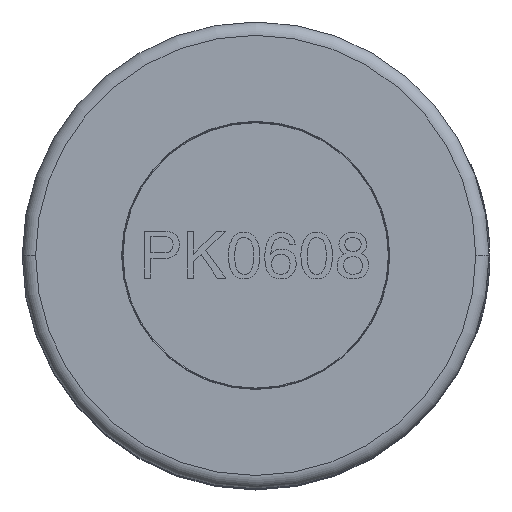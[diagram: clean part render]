
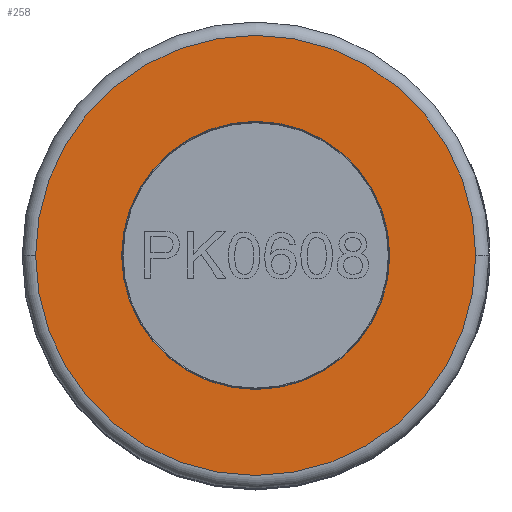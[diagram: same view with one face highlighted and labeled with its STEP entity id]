
A CAD part, top view. The second image highlights one B-rep face of the part: STEP entity #258.
In plain terms, the highlighted planar face has unit normal (0, 0, 1).
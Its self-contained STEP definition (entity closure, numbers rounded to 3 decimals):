
#258 = ADVANCED_FACE ( 'NONE', ( #13378, #5670 ), #2420, .T. ) ;
#638 = DIRECTION ( 'NONE',  ( 0., 0., 1. ) ) ;
#1074 = ORIENTED_EDGE ( 'NONE', *, *, #20063, .F. ) ;
#1145 = EDGE_CURVE ( 'NONE', #14034, #5761, #9077, .T. ) ;
#2420 = PLANE ( 'NONE',  #5699 ) ;
#3811 = DIRECTION ( 'NONE',  ( -1., 0., 0. ) ) ;
#4090 = DIRECTION ( 'NONE',  ( -1., 0., 0. ) ) ;
#5631 = CARTESIAN_POINT ( 'NONE',  ( 0., 0., 10.02 ) ) ;
#5670 = FACE_OUTER_BOUND ( 'NONE', #22361, .T. ) ;
#5699 = AXIS2_PLACEMENT_3D ( 'NONE', #9754, #638, #7949 ) ;
#5761 = VERTEX_POINT ( 'NONE', #14063 ) ;
#6148 = CARTESIAN_POINT ( 'NONE',  ( 0., 0., 10.02 ) ) ;
#6535 = CARTESIAN_POINT ( 'NONE',  ( -3.3, 0., 10.02 ) ) ;
#6912 = VERTEX_POINT ( 'NONE', #6535 ) ;
#7750 = ORIENTED_EDGE ( 'NONE', *, *, #13195, .F. ) ;
#7949 = DIRECTION ( 'NONE',  ( 1., 0., 0. ) ) ;
#8704 = DIRECTION ( 'NONE',  ( 0., 0., -1. ) ) ;
#9077 = CIRCLE ( 'NONE', #12173, 2.01 ) ;
#9098 = AXIS2_PLACEMENT_3D ( 'NONE', #6148, #17277, #17511 ) ;
#9507 = DIRECTION ( 'NONE',  ( 0., 0., -1. ) ) ;
#9754 = CARTESIAN_POINT ( 'NONE',  ( -2.01, 0., 10.02 ) ) ;
#11700 = CARTESIAN_POINT ( 'NONE',  ( -2.01, 0., 10.02 ) ) ;
#12123 = CIRCLE ( 'NONE', #15658, 3.3 ) ;
#12133 = ORIENTED_EDGE ( 'NONE', *, *, #1145, .T. ) ;
#12173 = AXIS2_PLACEMENT_3D ( 'NONE', #5631, #18288, #3811 ) ;
#13195 = EDGE_CURVE ( 'NONE', #6912, #13442, #12123, .T. ) ;
#13378 = FACE_BOUND ( 'NONE', #22355, .T. ) ;
#13442 = VERTEX_POINT ( 'NONE', #22502 ) ;
#13936 = EDGE_CURVE ( 'NONE', #5761, #14034, #14476, .T. ) ;
#14034 = VERTEX_POINT ( 'NONE', #11700 ) ;
#14063 = CARTESIAN_POINT ( 'NONE',  ( 2.01, 0., 10.02 ) ) ;
#14476 = CIRCLE ( 'NONE', #14851, 2.01 ) ;
#14851 = AXIS2_PLACEMENT_3D ( 'NONE', #16446, #8704, #21491 ) ;
#15658 = AXIS2_PLACEMENT_3D ( 'NONE', #18801, #9507, #4090 ) ;
#16446 = CARTESIAN_POINT ( 'NONE',  ( 0., 0., 10.02 ) ) ;
#17277 = DIRECTION ( 'NONE',  ( 0., 0., -1. ) ) ;
#17511 = DIRECTION ( 'NONE',  ( -1., 0., 0. ) ) ;
#18288 = DIRECTION ( 'NONE',  ( 0., 0., -1. ) ) ;
#18801 = CARTESIAN_POINT ( 'NONE',  ( 0., 0., 10.02 ) ) ;
#20063 = EDGE_CURVE ( 'NONE', #13442, #6912, #21827, .T. ) ;
#21491 = DIRECTION ( 'NONE',  ( -1., 0., 0. ) ) ;
#21827 = CIRCLE ( 'NONE', #9098, 3.3 ) ;
#22355 = EDGE_LOOP ( 'NONE', ( #12133, #23513 ) ) ;
#22361 = EDGE_LOOP ( 'NONE', ( #7750, #1074 ) ) ;
#22502 = CARTESIAN_POINT ( 'NONE',  ( 3.3, 0., 10.02 ) ) ;
#23513 = ORIENTED_EDGE ( 'NONE', *, *, #13936, .T. ) ;
